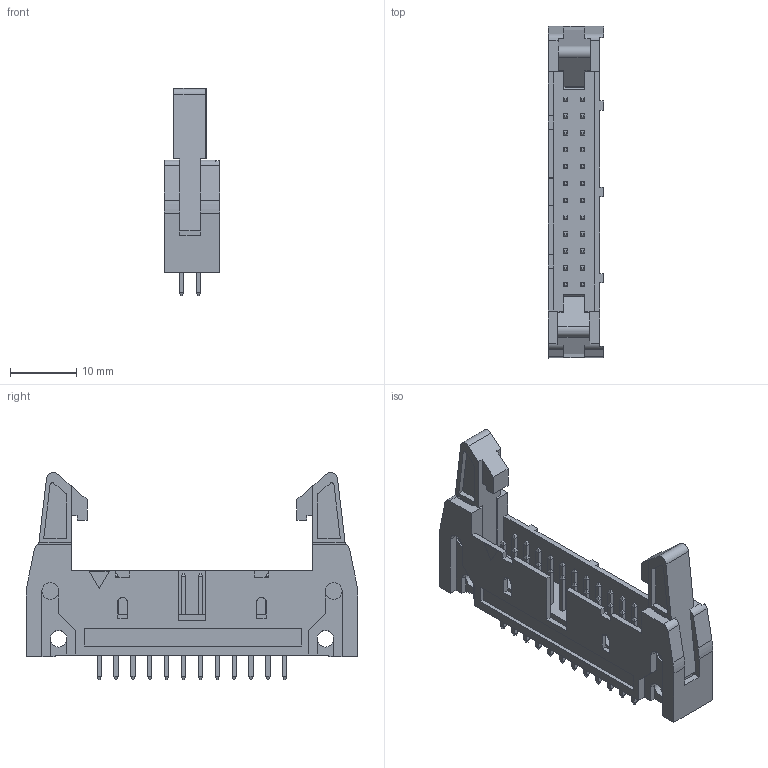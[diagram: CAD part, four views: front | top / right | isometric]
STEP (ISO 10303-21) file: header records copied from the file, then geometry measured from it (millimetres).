
FILE_DESCRIPTION(/* description */ ('Unknown'),/* implementation_level */ '2;1');
FILE_NAME(/* name */ 'J_Wurth_WR-BHD_61202422821',/* time_stamp */ '2025-05-14T09:51:05+08:00',/* author */ ('Unknown'),/* organization */ ('Unknown'),/* preprocessor_version */ 'ST-DEVELOPER v19.4',/* originating_system */ 'Solid Edge',/* authorisation */ 'Unknown');
FILE_SCHEMA (('AUTOMOTIVE_DESIGN {1 0 10303 214 3 1 1}'));
Length unit declared in the file: millimetre
Products named in the file (2): J_Wurth_WR-BHD_61202422821
Assembly tree (1 placements, depth 2):
  J_Wurth_WR-BHD_61202422821
    J_Wurth_WR-BHD_61202422821
Bounding box: 8.31 x 49.98 x 31.19 mm (x, y, z)
Volume: 3529.1 mm3; surface area: 5380.6 mm2
Topology: 1 solids, 1 shells, 751 faces, 1900 edges, 1169 vertices
Faces by surface type: plane 717, cylinder 34
Full cylindrical faces by diameter (mm): 2.5 x16
Entity records: 27055 total; most frequent: CARTESIAN_POINT 3804, ORIENTED_EDGE 3766, DIRECTION 3479, EDGE_CURVE 1883, LINE 1793, VECTOR 1793, VERTEX_POINT 1168, AXIS2_PLACEMENT_3D 843
